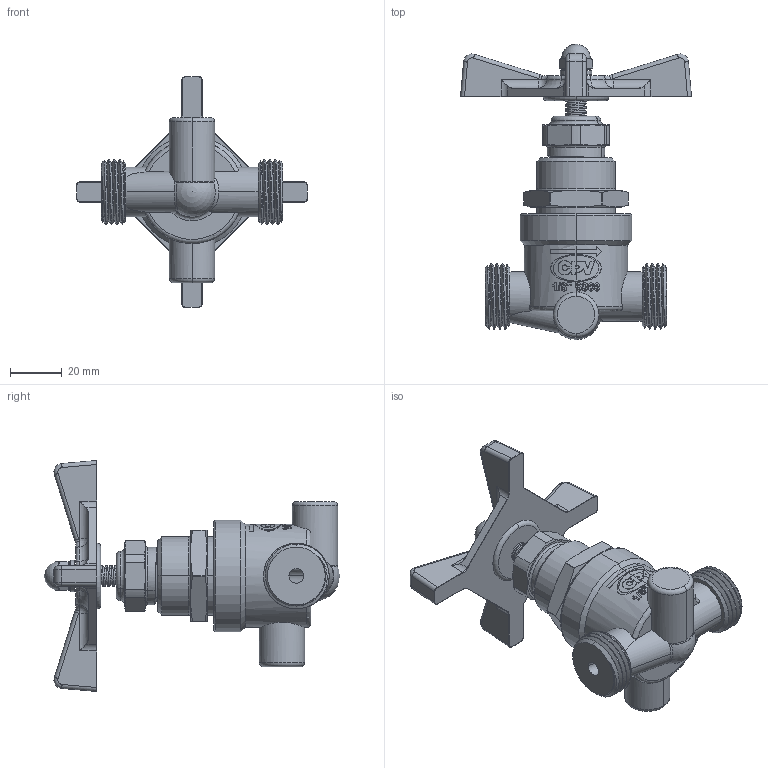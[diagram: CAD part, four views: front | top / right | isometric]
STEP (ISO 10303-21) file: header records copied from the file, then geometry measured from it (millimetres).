
FILE_DESCRIPTION (( 'STEP AP214' ), '1' );
FILE_NAME ('380-0 (14100).STEP', '2018-01-18T15:56:07', ( '' ), ( '' ), 'SwSTEP 2.0', 'SolidWorks 2018', '' );
FILE_SCHEMA (( 'AUTOMOTIVE_DESIGN' ));
Length unit declared in the file: inch
Products named in the file (1): 380-0 (14100)
Bounding box: 88.88 x 113.67 x 88.88 mm (x, y, z)
Volume: 112057.4 mm3; surface area: 37180.5 mm2
Topology: 2 solids, 4 shells, 700 faces, 1858 edges, 1162 vertices
Faces by surface type: cylinder 262, bspline 152, plane 125, torus 78, cone 73, sphere 10
Entity records: 62310 total; most frequent: CARTESIAN_POINT 41948, ORIENTED_EDGE 3682, DIRECTION 2616, EDGE_CURVE 1841, VERTEX_POINT 1159, AXIS2_PLACEMENT_3D 1089, EDGE_LOOP 744, ADVANCED_FACE 700
